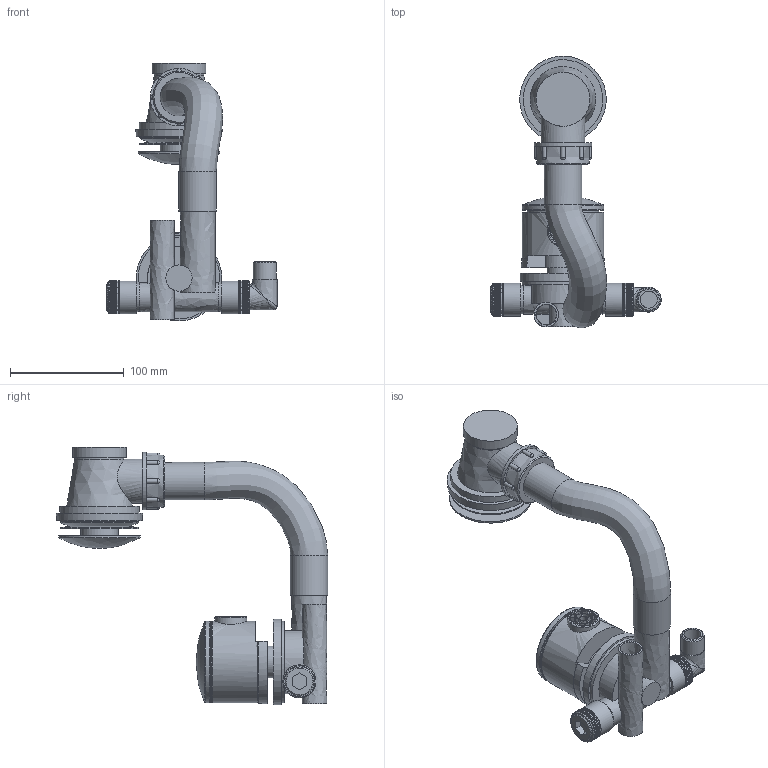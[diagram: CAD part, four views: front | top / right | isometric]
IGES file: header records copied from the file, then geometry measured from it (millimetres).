
Global section: file name: V145; native system: Autodesk Inventor 2018; preprocessor: unknown; author: adaniels; date: 20190708.140519; units: millimetre
Bounding box: 149.9 x 239.06 x 226.9 mm (x, y, z)
Volume: 678155.4 mm3; surface area: 155655.7 mm2
Topology: 1 solids, 2 shells, 813 faces, 1978 edges, 1330 vertices
Faces by surface type: bspline 813
